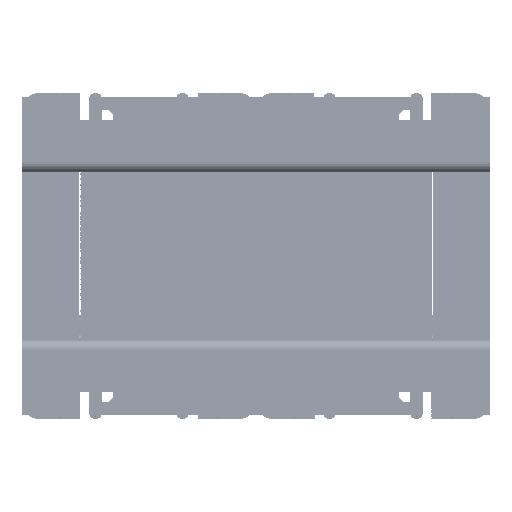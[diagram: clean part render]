
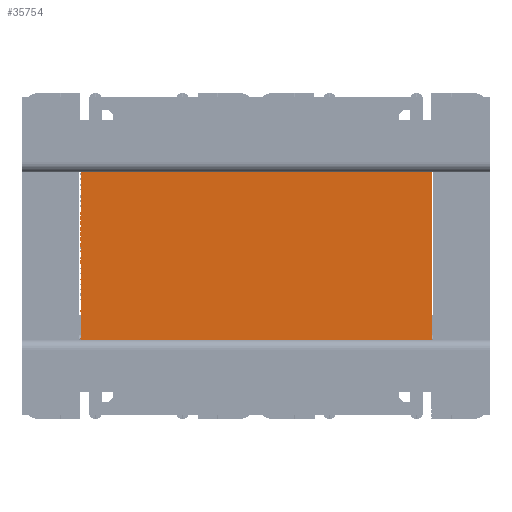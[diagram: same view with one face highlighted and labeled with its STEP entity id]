
A CAD part, front view. The second image highlights one B-rep face of the part: STEP entity #35754.
In plain terms, the highlighted planar face has unit normal (0, -1, 0).
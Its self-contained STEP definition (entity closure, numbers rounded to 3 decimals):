
#1299=LINE('',#50866,#5360);
#1304=LINE('',#50875,#5365);
#1308=LINE('',#50883,#5369);
#1309=LINE('',#50885,#5370);
#5360=VECTOR('',#40810,10.);
#5365=VECTOR('',#40817,10.);
#5369=VECTOR('',#40825,10.);
#5370=VECTOR('',#40828,10.);
#9416=PLANE('',#37785);
#11199=FACE_OUTER_BOUND('',#13180,.T.);
#13180=EDGE_LOOP('',(#25039,#25040,#25041,#25042));
#16486=VERTEX_POINT('',#50862);
#16488=VERTEX_POINT('',#50865);
#16490=VERTEX_POINT('',#50871);
#16493=VERTEX_POINT('',#50881);
#19871=EDGE_CURVE('',#16488,#16486,#1299,.T.);
#19876=EDGE_CURVE('',#16490,#16488,#1304,.T.);
#19880=EDGE_CURVE('',#16486,#16493,#1308,.T.);
#19881=EDGE_CURVE('',#16493,#16490,#1309,.T.);
#25039=ORIENTED_EDGE('',*,*,#19881,.T.);
#25040=ORIENTED_EDGE('',*,*,#19876,.T.);
#25041=ORIENTED_EDGE('',*,*,#19871,.T.);
#25042=ORIENTED_EDGE('',*,*,#19880,.T.);
#35754=ADVANCED_FACE('',(#11199),#9416,.T.);
#37785=AXIS2_PLACEMENT_3D('',#50884,#40826,#40827);
#40810=DIRECTION('',(-1.,0.,0.));
#40817=DIRECTION('',(0.,0.,1.));
#40825=DIRECTION('',(0.,0.,-1.));
#40826=DIRECTION('center_axis',(0.,-1.,0.));
#40827=DIRECTION('ref_axis',(0.,0.,1.));
#40828=DIRECTION('',(1.,0.,0.));
#50862=CARTESIAN_POINT('',(-105.,-175.,50.));
#50865=CARTESIAN_POINT('',(105.,-175.,50.));
#50866=CARTESIAN_POINT('',(105.,-175.,50.));
#50871=CARTESIAN_POINT('',(105.,-175.,-50.));
#50875=CARTESIAN_POINT('',(105.,-175.,0.));
#50881=CARTESIAN_POINT('',(-105.,-175.,-50.));
#50883=CARTESIAN_POINT('',(-105.,-175.,0.));
#50884=CARTESIAN_POINT('Origin',(-105.,-175.,0.));
#50885=CARTESIAN_POINT('',(105.,-175.,-50.));
